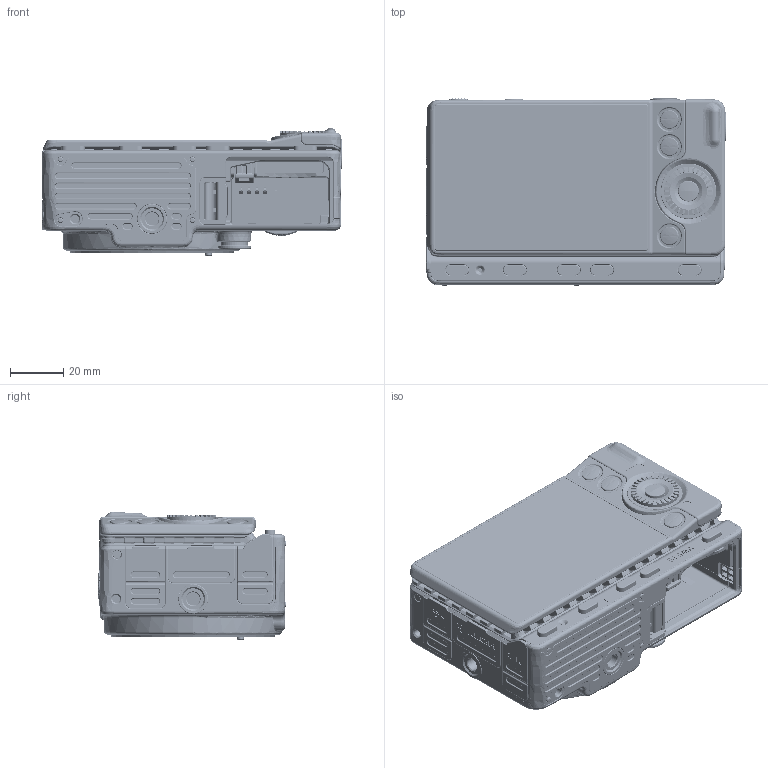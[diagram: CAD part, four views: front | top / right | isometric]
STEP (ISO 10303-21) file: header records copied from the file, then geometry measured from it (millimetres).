
FILE_DESCRIPTION (( 'STEP AP214' ), '1' );
FILE_NAME ('SIGMA_fp_without_cover_ver4.STEP', '2021-02-03T08:45:35', ( '' ), ( '' ), 'SwSTEP 2.0', 'SolidWorks 2017', '' );
FILE_SCHEMA (( 'AUTOMOTIVE_DESIGN' ));
Products named in the file (1): SIGMA_fp_without_cover_ver4
Bounding box: 112.7 x 70.92 x 48.32 mm (x, y, z)
Volume: 229501.8 mm3; surface area: 58599.3 mm2
Topology: 1 solids, 70 shells, 9423 faces, 22867 edges, 13198 vertices
Faces by surface type: cylinder 2830, bspline 2594, plane 2438, torus 896, cone 339, sphere 326
Entity records: 361461 total; most frequent: CARTESIAN_POINT 163932, ORIENTED_EDGE 44954, DIRECTION 36067, EDGE_CURVE 22477, AXIS2_PLACEMENT_3D 13660, VERTEX_POINT 13187, EDGE_LOOP 9626, FACE_OUTER_BOUND 9422
